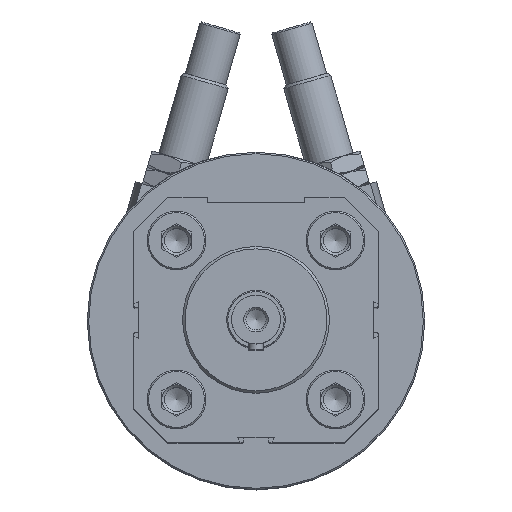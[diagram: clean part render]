
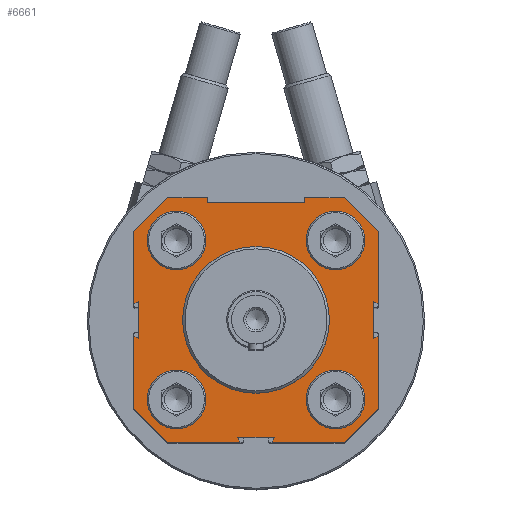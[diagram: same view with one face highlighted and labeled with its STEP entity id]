
A CAD part, top view. The second image highlights one B-rep face of the part: STEP entity #6661.
In plain terms, the highlighted face is planar.
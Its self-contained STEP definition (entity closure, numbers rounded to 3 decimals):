
#346=LINE('',#10183,#887);
#347=LINE('',#10186,#888);
#348=LINE('',#10188,#889);
#349=LINE('',#10190,#890);
#350=LINE('',#10192,#891);
#351=LINE('',#10194,#892);
#352=LINE('',#10196,#893);
#353=LINE('',#10198,#894);
#354=LINE('',#10200,#895);
#355=LINE('',#10202,#896);
#356=LINE('',#10204,#897);
#357=LINE('',#10206,#898);
#358=LINE('',#10208,#899);
#359=LINE('',#10210,#900);
#360=LINE('',#10212,#901);
#361=LINE('',#10214,#902);
#362=LINE('',#10216,#903);
#363=LINE('',#10218,#904);
#364=LINE('',#10220,#905);
#365=LINE('',#10222,#906);
#366=LINE('',#10224,#907);
#367=LINE('',#10226,#908);
#368=LINE('',#10228,#909);
#369=LINE('',#10230,#910);
#887=VECTOR('',#8028,1000.);
#888=VECTOR('',#8029,1000.);
#889=VECTOR('',#8030,1000.);
#890=VECTOR('',#8031,1000.);
#891=VECTOR('',#8032,1000.);
#892=VECTOR('',#8033,1000.);
#893=VECTOR('',#8034,1000.);
#894=VECTOR('',#8035,1000.);
#895=VECTOR('',#8036,1000.);
#896=VECTOR('',#8037,1000.);
#897=VECTOR('',#8038,1000.);
#898=VECTOR('',#8039,1000.);
#899=VECTOR('',#8040,1000.);
#900=VECTOR('',#8041,1000.);
#901=VECTOR('',#8042,1000.);
#902=VECTOR('',#8043,1000.);
#903=VECTOR('',#8044,1000.);
#904=VECTOR('',#8045,1000.);
#905=VECTOR('',#8046,1000.);
#906=VECTOR('',#8047,1000.);
#907=VECTOR('',#8048,1000.);
#908=VECTOR('',#8049,1000.);
#909=VECTOR('',#8050,1000.);
#910=VECTOR('',#8051,1000.);
#1428=ORIENTED_EDGE('',*,*,#3282,.F.);
#1429=ORIENTED_EDGE('',*,*,#3283,.F.);
#1430=ORIENTED_EDGE('',*,*,#3284,.F.);
#1431=ORIENTED_EDGE('',*,*,#3285,.F.);
#1432=ORIENTED_EDGE('',*,*,#3286,.F.);
#1433=ORIENTED_EDGE('',*,*,#3287,.F.);
#1434=ORIENTED_EDGE('',*,*,#3288,.F.);
#1435=ORIENTED_EDGE('',*,*,#3289,.F.);
#1436=ORIENTED_EDGE('',*,*,#3290,.F.);
#1437=ORIENTED_EDGE('',*,*,#3291,.F.);
#1438=ORIENTED_EDGE('',*,*,#3292,.F.);
#1439=ORIENTED_EDGE('',*,*,#3293,.F.);
#1440=ORIENTED_EDGE('',*,*,#3294,.F.);
#1441=ORIENTED_EDGE('',*,*,#3295,.F.);
#1442=ORIENTED_EDGE('',*,*,#3296,.F.);
#1443=ORIENTED_EDGE('',*,*,#3297,.F.);
#1444=ORIENTED_EDGE('',*,*,#3298,.F.);
#1445=ORIENTED_EDGE('',*,*,#3299,.F.);
#1446=ORIENTED_EDGE('',*,*,#3300,.F.);
#1447=ORIENTED_EDGE('',*,*,#3301,.F.);
#1448=ORIENTED_EDGE('',*,*,#3302,.F.);
#1449=ORIENTED_EDGE('',*,*,#3303,.F.);
#1450=ORIENTED_EDGE('',*,*,#3304,.F.);
#1451=ORIENTED_EDGE('',*,*,#3305,.F.);
#1452=ORIENTED_EDGE('',*,*,#3306,.F.);
#1453=ORIENTED_EDGE('',*,*,#3307,.F.);
#1454=ORIENTED_EDGE('',*,*,#3308,.F.);
#1455=ORIENTED_EDGE('',*,*,#3309,.F.);
#1456=ORIENTED_EDGE('',*,*,#3310,.F.);
#3282=EDGE_CURVE('',#4209,#4209,#4867,.T.);
#3283=EDGE_CURVE('',#4210,#4210,#4868,.T.);
#3284=EDGE_CURVE('',#4211,#4211,#4869,.F.);
#3285=EDGE_CURVE('',#4212,#4213,#346,.T.);
#3286=EDGE_CURVE('',#4214,#4212,#347,.T.);
#3287=EDGE_CURVE('',#4215,#4214,#348,.T.);
#3288=EDGE_CURVE('',#4216,#4215,#349,.T.);
#3289=EDGE_CURVE('',#4217,#4216,#350,.T.);
#3290=EDGE_CURVE('',#4218,#4217,#351,.T.);
#3291=EDGE_CURVE('',#4219,#4218,#352,.T.);
#3292=EDGE_CURVE('',#4220,#4219,#353,.T.);
#3293=EDGE_CURVE('',#4221,#4220,#354,.T.);
#3294=EDGE_CURVE('',#4222,#4221,#355,.T.);
#3295=EDGE_CURVE('',#4223,#4222,#356,.T.);
#3296=EDGE_CURVE('',#4224,#4223,#357,.T.);
#3297=EDGE_CURVE('',#4225,#4224,#358,.T.);
#3298=EDGE_CURVE('',#4226,#4225,#359,.T.);
#3299=EDGE_CURVE('',#4227,#4226,#360,.T.);
#3300=EDGE_CURVE('',#4228,#4227,#361,.T.);
#3301=EDGE_CURVE('',#4229,#4228,#362,.T.);
#3302=EDGE_CURVE('',#4230,#4229,#363,.T.);
#3303=EDGE_CURVE('',#4231,#4230,#364,.T.);
#3304=EDGE_CURVE('',#4232,#4231,#365,.T.);
#3305=EDGE_CURVE('',#4233,#4232,#366,.T.);
#3306=EDGE_CURVE('',#4234,#4233,#367,.T.);
#3307=EDGE_CURVE('',#4235,#4234,#368,.T.);
#3308=EDGE_CURVE('',#4213,#4235,#369,.T.);
#3309=EDGE_CURVE('',#4236,#4236,#4870,.T.);
#3310=EDGE_CURVE('',#4237,#4237,#4871,.T.);
#4209=VERTEX_POINT('',#10178);
#4210=VERTEX_POINT('',#10180);
#4211=VERTEX_POINT('',#10182);
#4212=VERTEX_POINT('',#10184);
#4213=VERTEX_POINT('',#10185);
#4214=VERTEX_POINT('',#10187);
#4215=VERTEX_POINT('',#10189);
#4216=VERTEX_POINT('',#10191);
#4217=VERTEX_POINT('',#10193);
#4218=VERTEX_POINT('',#10195);
#4219=VERTEX_POINT('',#10197);
#4220=VERTEX_POINT('',#10199);
#4221=VERTEX_POINT('',#10201);
#4222=VERTEX_POINT('',#10203);
#4223=VERTEX_POINT('',#10205);
#4224=VERTEX_POINT('',#10207);
#4225=VERTEX_POINT('',#10209);
#4226=VERTEX_POINT('',#10211);
#4227=VERTEX_POINT('',#10213);
#4228=VERTEX_POINT('',#10215);
#4229=VERTEX_POINT('',#10217);
#4230=VERTEX_POINT('',#10219);
#4231=VERTEX_POINT('',#10221);
#4232=VERTEX_POINT('',#10223);
#4233=VERTEX_POINT('',#10225);
#4234=VERTEX_POINT('',#10227);
#4235=VERTEX_POINT('',#10229);
#4236=VERTEX_POINT('',#10232);
#4237=VERTEX_POINT('',#10234);
#4867=CIRCLE('',#7212,6.);
#4868=CIRCLE('',#7213,6.);
#4869=CIRCLE('',#7214,15.);
#4870=CIRCLE('',#7215,6.);
#4871=CIRCLE('',#7216,6.);
#5223=EDGE_LOOP('',(#1428));
#5224=EDGE_LOOP('',(#1429));
#5225=EDGE_LOOP('',(#1430));
#5226=EDGE_LOOP('',(#1431,#1432,#1433,#1434,#1435,#1436,#1437,#1438,#1439,
#1440,#1441,#1442,#1443,#1444,#1445,#1446,#1447,#1448,#1449,#1450,#1451,
#1452,#1453,#1454));
#5227=EDGE_LOOP('',(#1455));
#5228=EDGE_LOOP('',(#1456));
#5822=FACE_BOUND('',#5223,.T.);
#5823=FACE_BOUND('',#5224,.T.);
#5824=FACE_BOUND('',#5225,.T.);
#5825=FACE_BOUND('',#5226,.T.);
#5826=FACE_BOUND('',#5227,.T.);
#5827=FACE_BOUND('',#5228,.T.);
#6429=PLANE('',#7211);
#6661=ADVANCED_FACE('',(#5822,#5823,#5824,#5825,#5826,#5827),#6429,.F.);
#7211=AXIS2_PLACEMENT_3D('',#10176,#8020,#8021);
#7212=AXIS2_PLACEMENT_3D('',#10177,#8022,#8023);
#7213=AXIS2_PLACEMENT_3D('',#10179,#8024,#8025);
#7214=AXIS2_PLACEMENT_3D('',#10181,#8026,#8027);
#7215=AXIS2_PLACEMENT_3D('',#10231,#8052,#8053);
#7216=AXIS2_PLACEMENT_3D('',#10233,#8054,#8055);
#8020=DIRECTION('',(1.,0.,0.));
#8021=DIRECTION('',(0.,0.,-1.));
#8022=DIRECTION('',(-1.,0.,0.));
#8023=DIRECTION('',(0.,0.,1.));
#8024=DIRECTION('',(-1.,0.,0.));
#8025=DIRECTION('',(0.,0.,1.));
#8026=DIRECTION('',(1.,0.,0.));
#8027=DIRECTION('',(0.,0.,-1.));
#8028=DIRECTION('',(0.,-1.,0.));
#8029=DIRECTION('',(0.,0.429,0.903));
#8030=DIRECTION('',(0.,-1.,0.));
#8031=DIRECTION('',(0.,0.429,-0.903));
#8032=DIRECTION('',(0.,-1.,0.));
#8033=DIRECTION('',(0.,-0.707,0.707));
#8034=DIRECTION('',(0.,0.,1.));
#8035=DIRECTION('',(0.,0.996,0.087));
#8036=DIRECTION('',(0.,0.,1.));
#8037=DIRECTION('',(0.,-0.996,0.087));
#8038=DIRECTION('',(0.,0.,1.));
#8039=DIRECTION('',(0.,0.707,0.707));
#8040=DIRECTION('',(0.,1.,0.));
#8041=DIRECTION('',(0.,-0.429,-0.903));
#8042=DIRECTION('',(0.,1.,0.));
#8043=DIRECTION('',(0.,-0.429,0.903));
#8044=DIRECTION('',(0.,1.,0.));
#8045=DIRECTION('',(0.,0.707,-0.707));
#8046=DIRECTION('',(0.,0.,-1.));
#8047=DIRECTION('',(0.,-0.903,0.429));
#8048=DIRECTION('',(0.,0.,-1.));
#8049=DIRECTION('',(0.,0.903,0.429));
#8050=DIRECTION('',(0.,0.,-1.));
#8051=DIRECTION('',(0.,-0.707,-0.707));
#8052=DIRECTION('',(-1.,0.,0.));
#8053=DIRECTION('',(0.,0.,1.));
#8054=DIRECTION('',(-1.,0.,0.));
#8055=DIRECTION('',(0.,0.,1.));
#10176=CARTESIAN_POINT('',(-191.7,0.,0.));
#10177=CARTESIAN_POINT('',(-191.7,-16.25,16.25));
#10178=CARTESIAN_POINT('',(-191.7,-16.25,22.25));
#10179=CARTESIAN_POINT('',(-191.7,16.25,-16.25));
#10180=CARTESIAN_POINT('',(-191.7,16.25,-10.25));
#10181=CARTESIAN_POINT('',(-191.7,0.,0.));
#10182=CARTESIAN_POINT('',(-191.7,0.,-15.));
#10183=CARTESIAN_POINT('',(-191.7,-3.275,25.));
#10184=CARTESIAN_POINT('',(-191.7,-3.275,25.));
#10185=CARTESIAN_POINT('',(-191.7,-18.,25.));
#10186=CARTESIAN_POINT('',(-191.7,-3.75,24.));
#10187=CARTESIAN_POINT('',(-191.7,-3.75,24.));
#10188=CARTESIAN_POINT('',(-191.7,3.75,24.));
#10189=CARTESIAN_POINT('',(-191.7,3.75,24.));
#10190=CARTESIAN_POINT('',(-191.7,3.275,25.));
#10191=CARTESIAN_POINT('',(-191.7,3.275,25.));
#10192=CARTESIAN_POINT('',(-191.7,18.,25.));
#10193=CARTESIAN_POINT('',(-191.7,18.,25.));
#10194=CARTESIAN_POINT('',(-191.7,25.,18.));
#10195=CARTESIAN_POINT('',(-191.7,25.,18.));
#10196=CARTESIAN_POINT('',(-191.7,25.,10.));
#10197=CARTESIAN_POINT('',(-191.7,25.,10.));
#10198=CARTESIAN_POINT('',(-191.7,24.1,9.921));
#10199=CARTESIAN_POINT('',(-191.7,24.1,9.921));
#10200=CARTESIAN_POINT('',(-191.7,24.1,-9.921));
#10201=CARTESIAN_POINT('',(-191.7,24.1,-9.921));
#10202=CARTESIAN_POINT('',(-191.7,25.,-10.));
#10203=CARTESIAN_POINT('',(-191.7,25.,-10.));
#10204=CARTESIAN_POINT('',(-191.7,25.,-18.));
#10205=CARTESIAN_POINT('',(-191.7,25.,-18.));
#10206=CARTESIAN_POINT('',(-191.7,18.,-25.));
#10207=CARTESIAN_POINT('',(-191.7,18.,-25.));
#10208=CARTESIAN_POINT('',(-191.7,3.275,-25.));
#10209=CARTESIAN_POINT('',(-191.7,3.275,-25.));
#10210=CARTESIAN_POINT('',(-191.7,3.75,-24.));
#10211=CARTESIAN_POINT('',(-191.7,3.75,-24.));
#10212=CARTESIAN_POINT('',(-191.7,-3.75,-24.));
#10213=CARTESIAN_POINT('',(-191.7,-3.75,-24.));
#10214=CARTESIAN_POINT('',(-191.7,-3.275,-25.));
#10215=CARTESIAN_POINT('',(-191.7,-3.275,-25.));
#10216=CARTESIAN_POINT('',(-191.7,-18.,-25.));
#10217=CARTESIAN_POINT('',(-191.7,-18.,-25.));
#10218=CARTESIAN_POINT('',(-191.7,-25.,-18.));
#10219=CARTESIAN_POINT('',(-191.7,-25.,-18.));
#10220=CARTESIAN_POINT('',(-191.7,-25.,-3.275));
#10221=CARTESIAN_POINT('',(-191.7,-25.,-3.275));
#10222=CARTESIAN_POINT('',(-191.7,-24.,-3.75));
#10223=CARTESIAN_POINT('',(-191.7,-24.,-3.75));
#10224=CARTESIAN_POINT('',(-191.7,-24.,3.75));
#10225=CARTESIAN_POINT('',(-191.7,-24.,3.75));
#10226=CARTESIAN_POINT('',(-191.7,-25.,3.275));
#10227=CARTESIAN_POINT('',(-191.7,-25.,3.275));
#10228=CARTESIAN_POINT('',(-191.7,-25.,18.));
#10229=CARTESIAN_POINT('',(-191.7,-25.,18.));
#10230=CARTESIAN_POINT('',(-191.7,-18.,25.));
#10231=CARTESIAN_POINT('',(-191.7,-16.25,-16.25));
#10232=CARTESIAN_POINT('',(-191.7,-16.25,-10.25));
#10233=CARTESIAN_POINT('',(-191.7,16.25,16.25));
#10234=CARTESIAN_POINT('',(-191.7,16.25,22.25));
